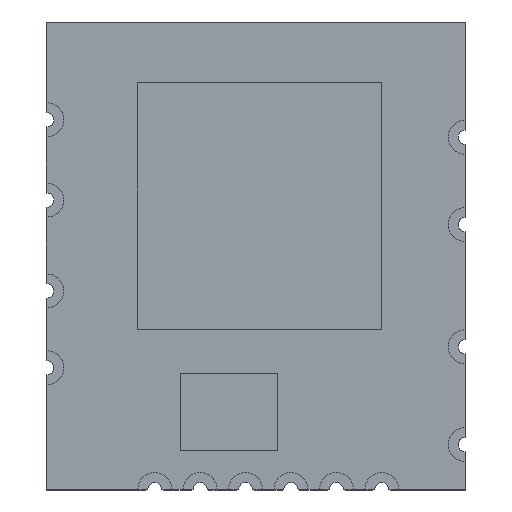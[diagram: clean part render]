
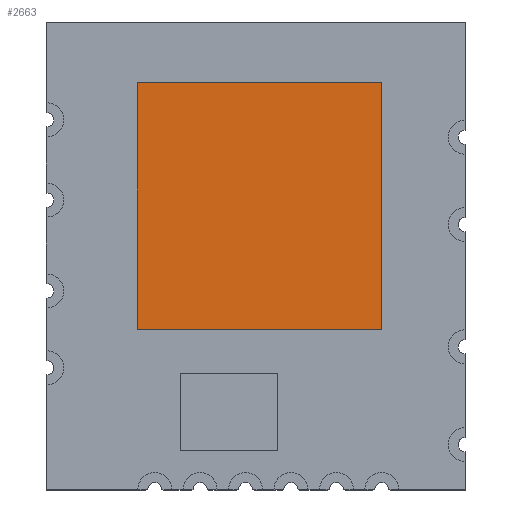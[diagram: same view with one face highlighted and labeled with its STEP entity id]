
A CAD part, top view. The second image highlights one B-rep face of the part: STEP entity #2663.
In plain terms, the highlighted planar face has unit normal (0, 0, 1).
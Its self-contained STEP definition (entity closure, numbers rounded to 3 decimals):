
#745 = CARTESIAN_POINT ( 'NONE',  ( 9.588, 11.659, 1.1 ) ) ;
#985 = CARTESIAN_POINT ( 'NONE',  ( 2.6, -1.907, 1.1 ) ) ;
#1298 = VECTOR ( 'NONE', #4137, 1000. ) ;
#1469 = DIRECTION ( 'NONE',  ( 0., 0., 1. ) ) ;
#1476 = CARTESIAN_POINT ( 'NONE',  ( 2.6, 4.6, 1.1 ) ) ;
#1939 = EDGE_LOOP ( 'NONE', ( #5942, #6446, #7408, #3114 ) ) ;
#2145 = DIRECTION ( 'NONE',  ( -1., 0., 0. ) ) ;
#2166 = DIRECTION ( 'NONE',  ( 1., 0., 0. ) ) ;
#2663 = ADVANCED_FACE ( 'NONE', ( #9078 ), #3728, .T. ) ;
#2710 = LINE ( 'NONE', #6477, #1298 ) ;
#3114 = ORIENTED_EDGE ( 'NONE', *, *, #3244, .T. ) ;
#3244 = EDGE_CURVE ( 'NONE', #6923, #6564, #4157, .T. ) ;
#3728 = PLANE ( 'NONE',  #3827 ) ;
#3827 = AXIS2_PLACEMENT_3D ( 'NONE', #8985, #1469, #2166 ) ;
#3995 = VECTOR ( 'NONE', #6269, 1000. ) ;
#4137 = DIRECTION ( 'NONE',  ( 1., 0., 0. ) ) ;
#4157 = LINE ( 'NONE', #7261, #5360 ) ;
#4201 = DIRECTION ( 'NONE',  ( 0., 1., 0. ) ) ;
#4409 = VERTEX_POINT ( 'NONE', #1476 ) ;
#5163 = VERTEX_POINT ( 'NONE', #6413 ) ;
#5360 = VECTOR ( 'NONE', #4201, 1000. ) ;
#5853 = CARTESIAN_POINT ( 'NONE',  ( 9.588, 4.6, 1.1 ) ) ;
#5942 = ORIENTED_EDGE ( 'NONE', *, *, #6313, .T. ) ;
#6269 = DIRECTION ( 'NONE',  ( 0., -1., 0. ) ) ;
#6313 = EDGE_CURVE ( 'NONE', #6564, #5163, #9753, .T. ) ;
#6413 = CARTESIAN_POINT ( 'NONE',  ( 2.6, 11.659, 1.1 ) ) ;
#6446 = ORIENTED_EDGE ( 'NONE', *, *, #8282, .T. ) ;
#6477 = CARTESIAN_POINT ( 'NONE',  ( 59.073, 4.6, 1.1 ) ) ;
#6564 = VERTEX_POINT ( 'NONE', #745 ) ;
#6744 = EDGE_CURVE ( 'NONE', #4409, #6923, #2710, .T. ) ;
#6923 = VERTEX_POINT ( 'NONE', #5853 ) ;
#7172 = LINE ( 'NONE', #985, #3995 ) ;
#7261 = CARTESIAN_POINT ( 'NONE',  ( 9.588, -1.907, 1.1 ) ) ;
#7408 = ORIENTED_EDGE ( 'NONE', *, *, #6744, .T. ) ;
#7500 = CARTESIAN_POINT ( 'NONE',  ( 59.073, 11.659, 1.1 ) ) ;
#7598 = VECTOR ( 'NONE', #2145, 1000. ) ;
#8282 = EDGE_CURVE ( 'NONE', #5163, #4409, #7172, .T. ) ;
#8985 = CARTESIAN_POINT ( 'NONE',  ( 59.073, -1.907, 1.1 ) ) ;
#9078 = FACE_OUTER_BOUND ( 'NONE', #1939, .T. ) ;
#9753 = LINE ( 'NONE', #7500, #7598 ) ;
